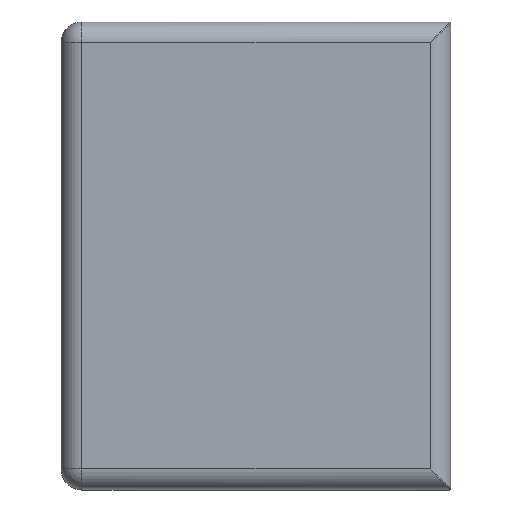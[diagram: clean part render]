
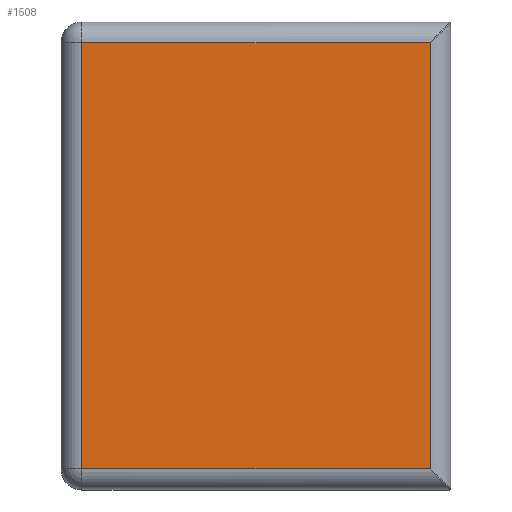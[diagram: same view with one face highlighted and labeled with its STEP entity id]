
A CAD part, top view. The second image highlights one B-rep face of the part: STEP entity #1508.
In plain terms, the highlighted planar face has unit normal (0, 0, 1).
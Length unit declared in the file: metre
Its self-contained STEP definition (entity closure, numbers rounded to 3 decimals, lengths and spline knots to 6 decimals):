
#140=LINE('',#2509,#242);
#141=LINE('',#2512,#243);
#142=LINE('',#2514,#244);
#143=LINE('',#2516,#245);
#242=VECTOR('',#1936,1.);
#243=VECTOR('',#1937,1.);
#244=VECTOR('',#1938,1.);
#245=VECTOR('',#1939,1.);
#372=ORIENTED_EDGE('',*,*,#817,.T.);
#373=ORIENTED_EDGE('',*,*,#818,.T.);
#374=ORIENTED_EDGE('',*,*,#819,.T.);
#375=ORIENTED_EDGE('',*,*,#820,.T.);
#817=EDGE_CURVE('',#1035,#1036,#140,.T.);
#818=EDGE_CURVE('',#1036,#1037,#141,.F.);
#819=EDGE_CURVE('',#1037,#1038,#142,.F.);
#820=EDGE_CURVE('',#1038,#1035,#143,.T.);
#1035=VERTEX_POINT('',#2510);
#1036=VERTEX_POINT('',#2511);
#1037=VERTEX_POINT('',#2513);
#1038=VERTEX_POINT('',#2515);
#1245=EDGE_LOOP('',(#372,#373,#374,#375));
#1367=FACE_BOUND('',#1245,.T.);
#1481=PLANE('',#1646);
#1508=ADVANCED_FACE('',(#1367),#1481,.T.);
#1646=AXIS2_PLACEMENT_3D('',#2508,#1934,#1935);
#1934=DIRECTION('',(0.,0.,1.));
#1935=DIRECTION('',(0.,-1.,0.));
#1936=DIRECTION('',(1.,0.,0.));
#1937=DIRECTION('',(0.,-1.,0.));
#1938=DIRECTION('',(1.,0.,0.));
#1939=DIRECTION('',(0.,-1.,0.));
#2508=CARTESIAN_POINT('',(-0.0655,0.,0.0225));
#2509=CARTESIAN_POINT('',(-0.0655,-0.0205,0.0225));
#2510=CARTESIAN_POINT('',(-0.0985,-0.0205,0.0225));
#2511=CARTESIAN_POINT('',(-0.065,-0.0205,0.0225));
#2512=CARTESIAN_POINT('',(-0.065,0.0205,0.0225));
#2513=CARTESIAN_POINT('',(-0.065,0.0205,0.0225));
#2514=CARTESIAN_POINT('',(-0.1005,0.0205,0.0225));
#2515=CARTESIAN_POINT('',(-0.0985,0.0205,0.0225));
#2516=CARTESIAN_POINT('',(-0.0985,0.,0.0225));
